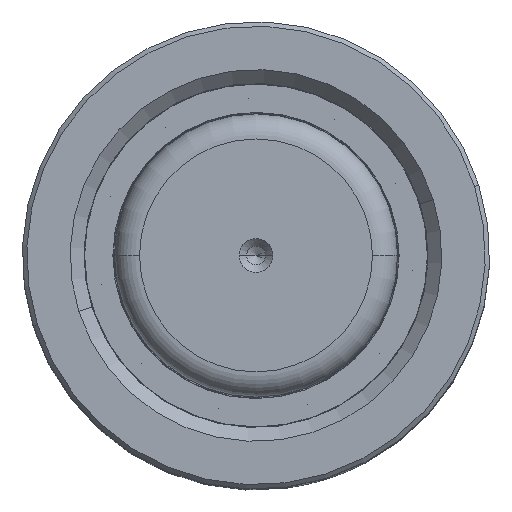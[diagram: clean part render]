
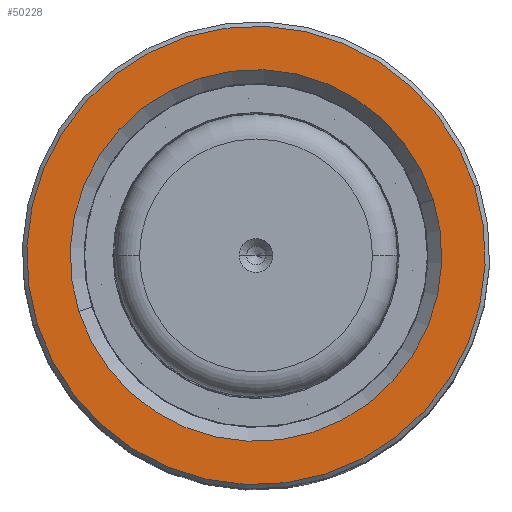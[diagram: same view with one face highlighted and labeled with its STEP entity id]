
A CAD part, top view. The second image highlights one B-rep face of the part: STEP entity #50228.
In plain terms, the highlighted planar face has unit normal (0, 0, 1).
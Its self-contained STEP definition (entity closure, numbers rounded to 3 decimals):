
#2606 = CIRCLE ( 'NONE', #59935, 36.45 ) ;
#5186 = DIRECTION ( 'NONE',  ( 1., 0., 0. ) ) ;
#5251 = DIRECTION ( 'NONE',  ( 1., 0., 0. ) ) ;
#5644 = DIRECTION ( 'NONE',  ( 0., 0., -1. ) ) ;
#6952 = CIRCLE ( 'NONE', #16002, 36.45 ) ;
#10479 = EDGE_LOOP ( 'NONE', ( #47232, #28158 ) ) ;
#15120 = DIRECTION ( 'NONE',  ( 1., 0., 0. ) ) ;
#16002 = AXIS2_PLACEMENT_3D ( 'NONE', #46563, #51500, #32354 ) ;
#17032 = CARTESIAN_POINT ( 'NONE',  ( -36.45, 0., 100. ) ) ;
#19427 = VERTEX_POINT ( 'NONE', #37809 ) ;
#23180 = EDGE_CURVE ( 'NONE', #33058, #56678, #2606, .T. ) ;
#23644 = CARTESIAN_POINT ( 'NONE',  ( 36.45, 0., 100. ) ) ;
#24769 = CARTESIAN_POINT ( 'NONE',  ( 0., 0., 100. ) ) ;
#25436 = CARTESIAN_POINT ( 'NONE',  ( 0., 0., 100. ) ) ;
#26088 = DIRECTION ( 'NONE',  ( 0., 0., 1. ) ) ;
#28158 = ORIENTED_EDGE ( 'NONE', *, *, #55672, .T. ) ;
#32354 = DIRECTION ( 'NONE',  ( 1., 0., 0. ) ) ;
#32691 = CIRCLE ( 'NONE', #34669, 29.55 ) ;
#33058 = VERTEX_POINT ( 'NONE', #17032 ) ;
#34637 = ORIENTED_EDGE ( 'NONE', *, *, #23180, .T. ) ;
#34669 = AXIS2_PLACEMENT_3D ( 'NONE', #38982, #34941, #5251 ) ;
#34878 = EDGE_CURVE ( 'NONE', #56678, #33058, #6952, .T. ) ;
#34941 = DIRECTION ( 'NONE',  ( 0., 0., -1. ) ) ;
#37809 = CARTESIAN_POINT ( 'NONE',  ( -29.55, 0., 100. ) ) ;
#38982 = CARTESIAN_POINT ( 'NONE',  ( 0., 0., 100. ) ) ;
#39129 = PLANE ( 'NONE',  #56127 ) ;
#39794 = CIRCLE ( 'NONE', #48788, 29.55 ) ;
#40432 = EDGE_LOOP ( 'NONE', ( #34637, #54717 ) ) ;
#42617 = EDGE_CURVE ( 'NONE', #54892, #19427, #32691, .T. ) ;
#46563 = CARTESIAN_POINT ( 'NONE',  ( 0., 0., 100. ) ) ;
#47232 = ORIENTED_EDGE ( 'NONE', *, *, #42617, .T. ) ;
#47708 = FACE_OUTER_BOUND ( 'NONE', #40432, .T. ) ;
#48788 = AXIS2_PLACEMENT_3D ( 'NONE', #25436, #5644, #15120 ) ;
#50228 = ADVANCED_FACE ( 'NONE', ( #47708, #51501 ), #39129, .T. ) ;
#50383 = CARTESIAN_POINT ( 'NONE',  ( 0., 0., 100. ) ) ;
#51500 = DIRECTION ( 'NONE',  ( 0., 0., 1. ) ) ;
#51501 = FACE_BOUND ( 'NONE', #10479, .T. ) ;
#54717 = ORIENTED_EDGE ( 'NONE', *, *, #34878, .T. ) ;
#54892 = VERTEX_POINT ( 'NONE', #57130 ) ;
#55672 = EDGE_CURVE ( 'NONE', #19427, #54892, #39794, .T. ) ;
#56127 = AXIS2_PLACEMENT_3D ( 'NONE', #24769, #59156, #5186 ) ;
#56678 = VERTEX_POINT ( 'NONE', #23644 ) ;
#57130 = CARTESIAN_POINT ( 'NONE',  ( 29.55, 0., 100. ) ) ;
#59156 = DIRECTION ( 'NONE',  ( 0., 0., 1. ) ) ;
#59935 = AXIS2_PLACEMENT_3D ( 'NONE', #50383, #26088, #60493 ) ;
#60493 = DIRECTION ( 'NONE',  ( 1., 0., 0. ) ) ;
